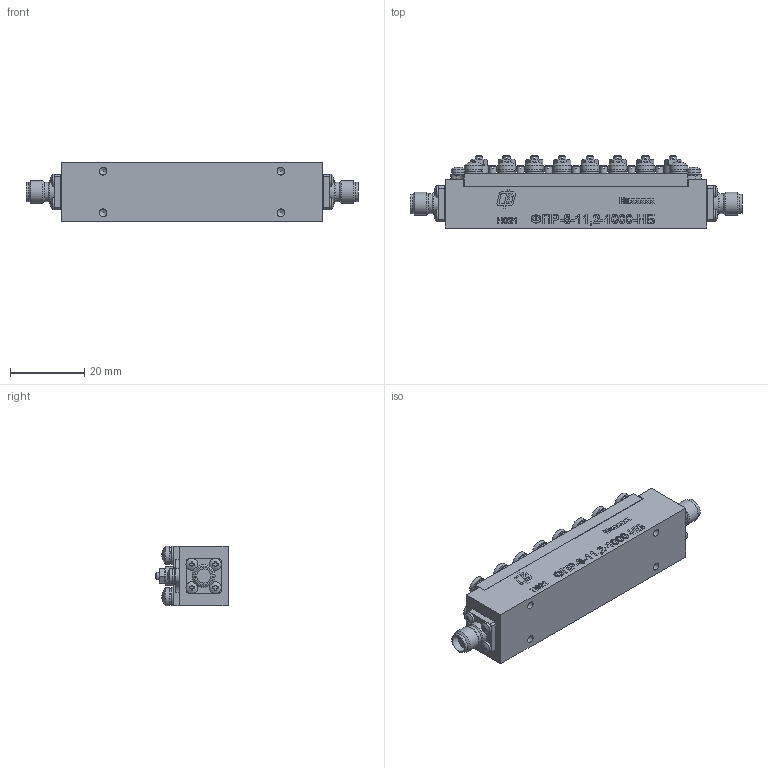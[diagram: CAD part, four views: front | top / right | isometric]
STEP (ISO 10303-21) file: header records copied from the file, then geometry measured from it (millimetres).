
FILE_DESCRIPTION(('STEP AP203'), '1');
FILE_NAME('ÍØÁÀ.468844.097_Ôèëüòð ÔÏÐ-8-11,2-1000-ÍÁ', '', ('UNSPECIFIED'), ('UNSPECIFIED'), 'ASCON STEP Converter 1.6', 'ASCON Math Kernel', '');
FILE_SCHEMA(('CONFIG_CONTROL_DESIGN'));
Length unit declared in the file: millimetre
Products named in the file (1): НШБА.468844.097_Фильтр ФПР-8-11,2-1000-НБ
Bounding box: 89.7 x 19.5 x 16.2 mm (x, y, z)
Volume: 18559.6 mm3; surface area: 14091.9 mm2
Topology: 58 solids, 80 shells, 1581 faces, 3804 edges, 2523 vertices
Faces by surface type: plane 1018, cylinder 294, bspline 124, cone 119, sphere 26
Full cylindrical faces by diameter (mm): 1.25 x8, 1.6 x40, 1.75 x8, 2 x24, 2.05 x4, 2.2 x11, 2.5 x16, 2.7 x32, 3.2 x6, 3.8 x2, 4 x2, 4.5 x2, 4.62 x2, 5 x40, 5.2 x2, 5.35 x2, 6 x2, 6.2 x2
Entity records: 81830 total; most frequent: CARTESIAN_POINT 33635, ORIENTED_EDGE 7036, DIRECTION 6749, EDGE_CURVE 3518, AXIS2_PLACEMENT_3D 2505, VERTEX_POINT 2499, EDGE_LOOP 2131, LINE 1739
